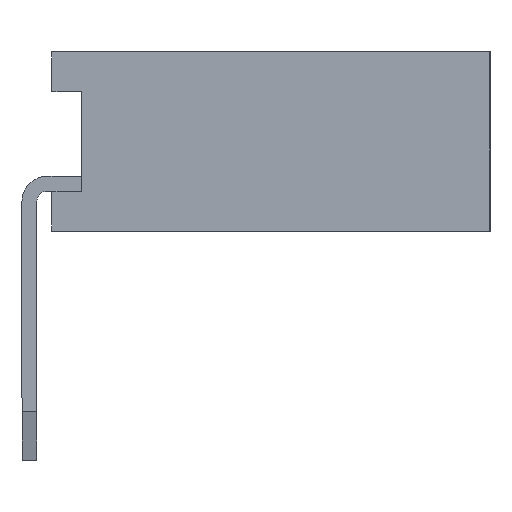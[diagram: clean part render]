
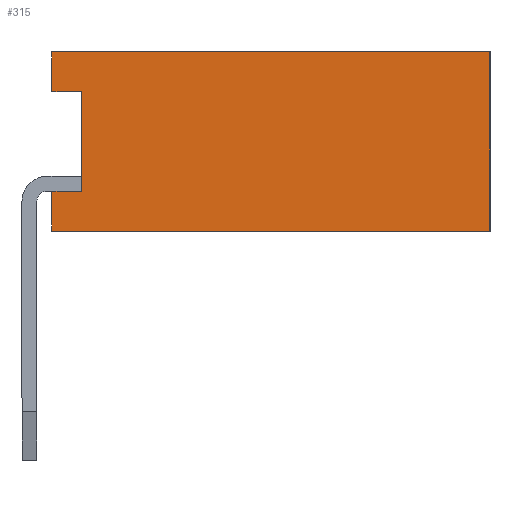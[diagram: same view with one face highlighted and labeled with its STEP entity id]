
A CAD part, left-side view. The second image highlights one B-rep face of the part: STEP entity #315.
In plain terms, the highlighted planar face has unit normal (-1, 0, 0).
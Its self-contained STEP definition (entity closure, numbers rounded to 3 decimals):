
#315=ADVANCED_FACE('',(#10478),#10480,.T.);
#10478=FACE_BOUND('',#10479,.T.);
#10479=EDGE_LOOP('',(#18599,#18600,#18601,#18602,#18603,#18604,#18605,#18606));
#10480=PLANE('',#10481);
#10481=AXIS2_PLACEMENT_3D('',#10482,#10483,#10484);
#10482=CARTESIAN_POINT('',(-0.635,-4.625,0.));
#10483=DIRECTION('',(-1.,0.,0.));
#10484=DIRECTION('',(0.,0.,1.));
#18599=ORIENTED_EDGE('',*,*,#24589,.T.);
#18600=ORIENTED_EDGE('',*,*,#24677,.T.);
#18601=ORIENTED_EDGE('',*,*,#24506,.T.);
#18602=ORIENTED_EDGE('',*,*,#24676,.F.);
#18603=ORIENTED_EDGE('',*,*,#24678,.F.);
#18604=ORIENTED_EDGE('',*,*,#24679,.T.);
#18605=ORIENTED_EDGE('',*,*,#24680,.T.);
#18606=ORIENTED_EDGE('',*,*,#24671,.F.);
#24506=EDGE_CURVE('',#27553,#27550,#27554,.F.);
#24589=EDGE_CURVE('',#27719,#27717,#27720,.F.);
#24671=EDGE_CURVE('',#27719,#27876,#27877,.T.);
#24676=EDGE_CURVE('',#27883,#27550,#27885,.T.);
#24677=EDGE_CURVE('',#27717,#27553,#27886,.T.);
#24678=EDGE_CURVE('',#27887,#27883,#27888,.T.);
#24679=EDGE_CURVE('',#27887,#27889,#27890,.T.);
#24680=EDGE_CURVE('',#27889,#27876,#27891,.T.);
#27550=VERTEX_POINT('',#32549);
#27553=VERTEX_POINT('',#32554);
#27554=LINE('',#32555,#32556);
#27717=VERTEX_POINT('',#32882);
#27719=VERTEX_POINT('',#32886);
#27720=LINE('',#32887,#32888);
#27876=VERTEX_POINT('',#33207);
#27877=LINE('',#33208,#33209);
#27883=VERTEX_POINT('',#33222);
#27885=LINE('',#33226,#33227);
#27886=LINE('',#33229,#33230);
#27887=VERTEX_POINT('',#33232);
#27888=LINE('',#33233,#33234);
#27889=VERTEX_POINT('',#33236);
#27890=LINE('',#33237,#33238);
#27891=LINE('',#33240,#33241);
#32549=CARTESIAN_POINT('',(-0.635,-0.225,0.4));
#32554=CARTESIAN_POINT('',(-0.635,-0.525,0.4));
#32555=CARTESIAN_POINT('',(-0.635,-0.225,0.4));
#32556=VECTOR('',#32557,1.);
#32557=DIRECTION('',(0.,-1.,0.));
#32882=CARTESIAN_POINT('',(-0.635,-0.525,1.4));
#32886=CARTESIAN_POINT('',(-0.635,-0.225,1.4));
#32887=CARTESIAN_POINT('',(-0.635,-0.525,1.4));
#32888=VECTOR('',#32889,1.);
#32889=DIRECTION('',(0.,1.,0.));
#33207=CARTESIAN_POINT('',(-0.635,-0.225,1.8));
#33208=CARTESIAN_POINT('',(-0.635,-0.225,1.4));
#33209=VECTOR('',#33210,1.);
#33210=DIRECTION('',(0.,0.,1.));
#33222=CARTESIAN_POINT('',(-0.635,-0.225,0.));
#33226=CARTESIAN_POINT('',(-0.635,-0.225,0.));
#33227=VECTOR('',#33228,1.);
#33228=DIRECTION('',(0.,0.,1.));
#33229=CARTESIAN_POINT('',(-0.635,-0.525,1.4));
#33230=VECTOR('',#33231,1.);
#33231=DIRECTION('',(0.,0.,-1.));
#33232=CARTESIAN_POINT('',(-0.635,-4.625,0.));
#33233=CARTESIAN_POINT('',(-0.635,-4.625,0.));
#33234=VECTOR('',#33235,1.);
#33235=DIRECTION('',(0.,1.,0.));
#33236=CARTESIAN_POINT('',(-0.635,-4.625,1.8));
#33237=CARTESIAN_POINT('',(-0.635,-4.625,0.));
#33238=VECTOR('',#33239,1.);
#33239=DIRECTION('',(0.,0.,1.));
#33240=CARTESIAN_POINT('',(-0.635,-4.625,1.8));
#33241=VECTOR('',#33242,1.);
#33242=DIRECTION('',(0.,1.,0.));
